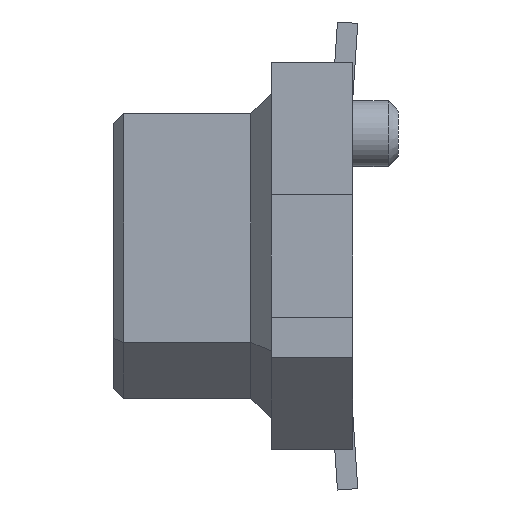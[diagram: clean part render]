
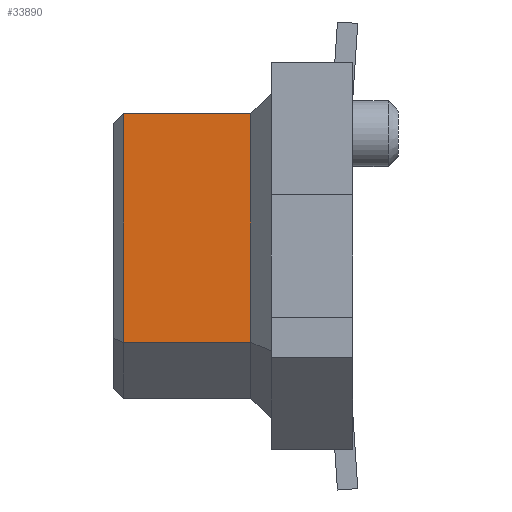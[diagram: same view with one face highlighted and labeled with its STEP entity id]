
A CAD part, left-side view. The second image highlights one B-rep face of the part: STEP entity #33890.
In plain terms, the highlighted planar face has unit normal (-1, 0, 0).
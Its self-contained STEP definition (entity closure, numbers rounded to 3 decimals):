
#602 = DIRECTION ( 'NONE',  ( 0., 1., 0. ) ) ;
#792 = ORIENTED_EDGE ( 'NONE', *, *, #15044, .F. ) ;
#3332 = CARTESIAN_POINT ( 'NONE',  ( -15.8, 2.3, 0. ) ) ;
#3411 = DIRECTION ( 'NONE',  ( 0., 0., -1. ) ) ;
#5901 = EDGE_LOOP ( 'NONE', ( #792, #21002, #6285, #29977 ) ) ;
#6285 = ORIENTED_EDGE ( 'NONE', *, *, #33093, .F. ) ;
#8607 = DIRECTION ( 'NONE',  ( 0., 0., 1. ) ) ;
#10767 = VERTEX_POINT ( 'NONE', #30544 ) ;
#12120 = LINE ( 'NONE', #16569, #24523 ) ;
#13336 = VERTEX_POINT ( 'NONE', #33285 ) ;
#13569 = DIRECTION ( 'NONE',  ( 0., 1., 0. ) ) ;
#15007 = DIRECTION ( 'NONE',  ( 1., 0., 0. ) ) ;
#15044 = EDGE_CURVE ( 'NONE', #10767, #13336, #24920, .T. ) ;
#16569 = CARTESIAN_POINT ( 'NONE',  ( -15.8, 1.05, 1.4 ) ) ;
#16902 = VECTOR ( 'NONE', #13569, 1000. ) ;
#17566 = VERTEX_POINT ( 'NONE', #24870 ) ;
#17692 = VERTEX_POINT ( 'NONE', #33111 ) ;
#17732 = LINE ( 'NONE', #29359, #16902 ) ;
#17946 = VECTOR ( 'NONE', #8607, 1000. ) ;
#19593 = VECTOR ( 'NONE', #602, 1000. ) ;
#21002 = ORIENTED_EDGE ( 'NONE', *, *, #28380, .F. ) ;
#24523 = VECTOR ( 'NONE', #3411, 1000. ) ;
#24870 = CARTESIAN_POINT ( 'NONE',  ( -15.8, 1.05, 1.4 ) ) ;
#24920 = LINE ( 'NONE', #3332, #17946 ) ;
#26433 = FACE_OUTER_BOUND ( 'NONE', #5901, .T. ) ;
#26593 = LINE ( 'NONE', #32104, #19593 ) ;
#28380 = EDGE_CURVE ( 'NONE', #17692, #10767, #26593, .T. ) ;
#29359 = CARTESIAN_POINT ( 'NONE',  ( -15.8, 36.524, 1.4 ) ) ;
#29875 = AXIS2_PLACEMENT_3D ( 'NONE', #30780, #15007, #33418 ) ;
#29977 = ORIENTED_EDGE ( 'NONE', *, *, #31197, .T. ) ;
#30544 = CARTESIAN_POINT ( 'NONE',  ( -15.8, 2.3, -0.85 ) ) ;
#30780 = CARTESIAN_POINT ( 'NONE',  ( -15.8, 36.524, 1.4 ) ) ;
#31197 = EDGE_CURVE ( 'NONE', #17566, #13336, #17732, .T. ) ;
#32104 = CARTESIAN_POINT ( 'NONE',  ( -15.8, 36.524, -0.85 ) ) ;
#33093 = EDGE_CURVE ( 'NONE', #17566, #17692, #12120, .T. ) ;
#33111 = CARTESIAN_POINT ( 'NONE',  ( -15.8, 1.05, -0.85 ) ) ;
#33285 = CARTESIAN_POINT ( 'NONE',  ( -15.8, 2.3, 1.4 ) ) ;
#33299 = PLANE ( 'NONE',  #29875 ) ;
#33418 = DIRECTION ( 'NONE',  ( 0., 0., -1. ) ) ;
#33890 = ADVANCED_FACE ( 'NONE', ( #26433 ), #33299, .F. ) ;
